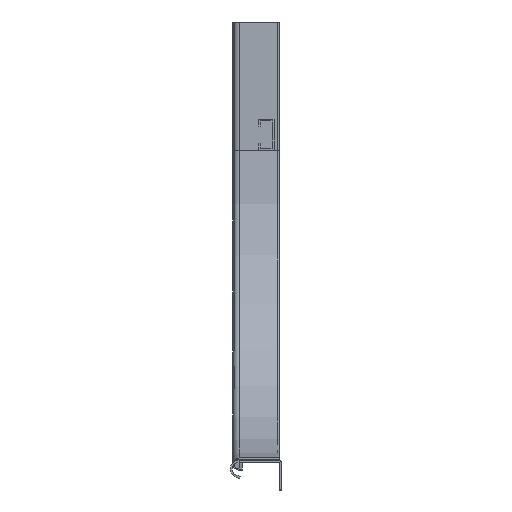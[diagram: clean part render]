
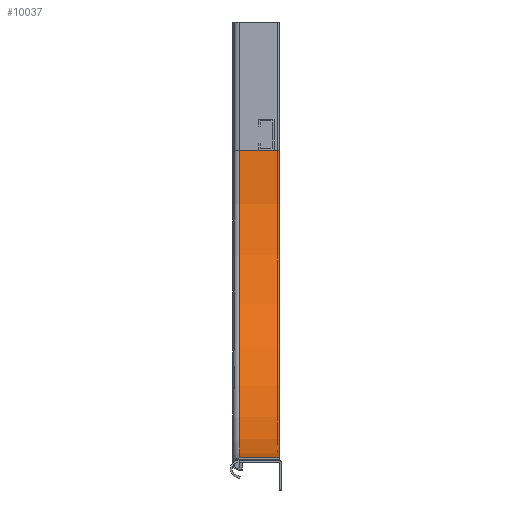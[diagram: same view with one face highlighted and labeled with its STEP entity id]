
A CAD part, left-side view. The second image highlights one B-rep face of the part: STEP entity #10037.
In plain terms, the highlighted cylindrical face has radius 300 mm (diameter 600 mm), a partial arc.
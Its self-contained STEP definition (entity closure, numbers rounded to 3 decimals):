
#320 = DIRECTION ( 'NONE',  ( 1., 0., 0. ) ) ;
#695 = DIRECTION ( 'NONE',  ( 0., -1., 0. ) ) ;
#1712 = EDGE_LOOP ( 'NONE', ( #14167, #5939, #9699, #9305 ) ) ;
#1737 = CARTESIAN_POINT ( 'NONE',  ( 300., 2.25, -425. ) ) ;
#1851 = VERTEX_POINT ( 'NONE', #14681 ) ;
#1941 = FACE_OUTER_BOUND ( 'NONE', #1712, .T. ) ;
#3001 = VERTEX_POINT ( 'NONE', #5557 ) ;
#3043 = CARTESIAN_POINT ( 'NONE',  ( 0., 39., -125. ) ) ;
#4322 = DIRECTION ( 'NONE',  ( 0., 0., -1. ) ) ;
#5185 = CARTESIAN_POINT ( 'NONE',  ( 300., 0., -425. ) ) ;
#5557 = CARTESIAN_POINT ( 'NONE',  ( 0., 0., -125. ) ) ;
#5716 = AXIS2_PLACEMENT_3D ( 'NONE', #14375, #8043, #4322 ) ;
#5939 = ORIENTED_EDGE ( 'NONE', *, *, #10997, .T. ) ;
#5996 = AXIS2_PLACEMENT_3D ( 'NONE', #8147, #695, #9391 ) ;
#6745 = DIRECTION ( 'NONE',  ( 0., 1., 0. ) ) ;
#6751 = DIRECTION ( 'NONE',  ( 0., 1., 0. ) ) ;
#6942 = VERTEX_POINT ( 'NONE', #3043 ) ;
#7042 = CIRCLE ( 'NONE', #5996, 300. ) ;
#7119 = VECTOR ( 'NONE', #6745, 1000. ) ;
#7517 = CIRCLE ( 'NONE', #9376, 300. ) ;
#7781 = DIRECTION ( 'NONE',  ( 0., -1., 0. ) ) ;
#8043 = DIRECTION ( 'NONE',  ( 0., -1., 0. ) ) ;
#8128 = CYLINDRICAL_SURFACE ( 'NONE', #5716, 300. ) ;
#8147 = CARTESIAN_POINT ( 'NONE',  ( 300., 39., -125. ) ) ;
#9126 = LINE ( 'NONE', #1737, #12088 ) ;
#9236 = EDGE_CURVE ( 'NONE', #9846, #1851, #9126, .T. ) ;
#9305 = ORIENTED_EDGE ( 'NONE', *, *, #15967, .F. ) ;
#9376 = AXIS2_PLACEMENT_3D ( 'NONE', #15317, #7781, #320 ) ;
#9391 = DIRECTION ( 'NONE',  ( 0., 0., -1. ) ) ;
#9699 = ORIENTED_EDGE ( 'NONE', *, *, #9236, .T. ) ;
#9846 = VERTEX_POINT ( 'NONE', #5185 ) ;
#10037 = ADVANCED_FACE ( 'NONE', ( #1941 ), #8128, .F. ) ;
#10419 = LINE ( 'NONE', #10465, #7119 ) ;
#10465 = CARTESIAN_POINT ( 'NONE',  ( 0., 2.25, -125. ) ) ;
#10997 = EDGE_CURVE ( 'NONE', #3001, #9846, #7517, .T. ) ;
#12088 = VECTOR ( 'NONE', #6751, 1000. ) ;
#14167 = ORIENTED_EDGE ( 'NONE', *, *, #14790, .F. ) ;
#14375 = CARTESIAN_POINT ( 'NONE',  ( 300., 0., -125. ) ) ;
#14681 = CARTESIAN_POINT ( 'NONE',  ( 300., 39., -425. ) ) ;
#14790 = EDGE_CURVE ( 'NONE', #3001, #6942, #10419, .T. ) ;
#15317 = CARTESIAN_POINT ( 'NONE',  ( 300., 0., -125. ) ) ;
#15967 = EDGE_CURVE ( 'NONE', #6942, #1851, #7042, .T. ) ;
